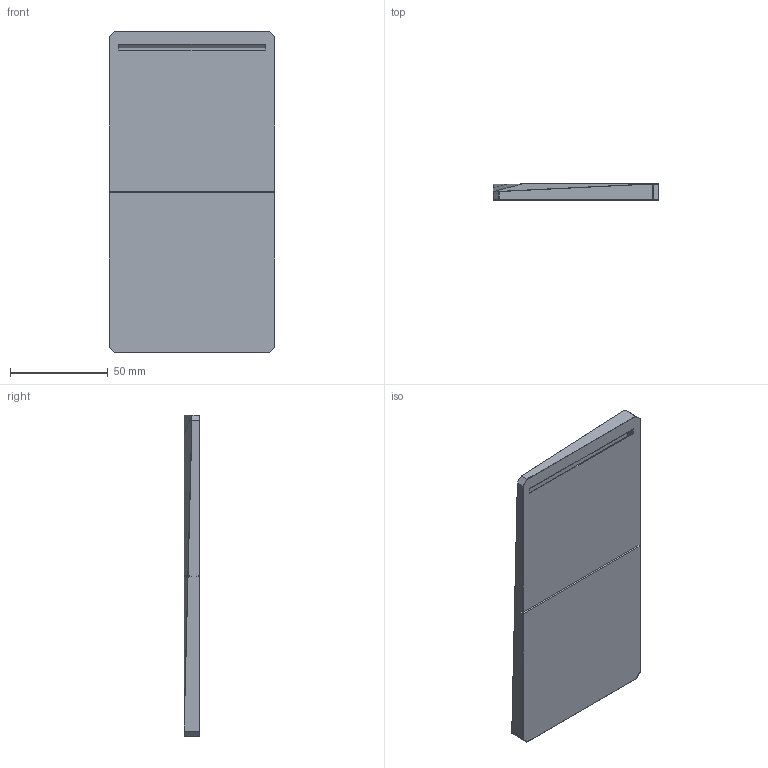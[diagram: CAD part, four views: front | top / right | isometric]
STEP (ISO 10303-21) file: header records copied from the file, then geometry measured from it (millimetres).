
FILE_DESCRIPTION(/* description */ (''),/* implementation_level */ '2;1');
FILE_NAME(/* name */ 'Simple 2.stp',/* time_stamp */ '2021-12-20T22:51:49+05:00',/* author */ ('Admin'),/* organization */ (''),/* preprocessor_version */ 'ST-DEVELOPER v18',/* originating_system */ 'Autodesk Inventor 2020',/* authorisation */ '');
FILE_SCHEMA (('AUTOMOTIVE_DESIGN { 1 0 10303 214 3 1 1 }'));
Length unit declared in the file: millimetre
Products named in the file (1): Simple
Bounding box: 85 x 8 x 165 mm (x, y, z)
Volume: 84043.3 mm3; surface area: 55941.8 mm2
Topology: 1 solids, 1 shells, 99 faces, 216 edges, 120 vertices
Faces by surface type: cylinder 42, plane 33, sphere 24
Entity records: 2679 total; most frequent: DIRECTION 500, CARTESIAN_POINT 436, ORIENTED_EDGE 432, EDGE_CURVE 216, AXIS2_PLACEMENT_3D 184, LINE 132, VECTOR 132, VERTEX_POINT 120
